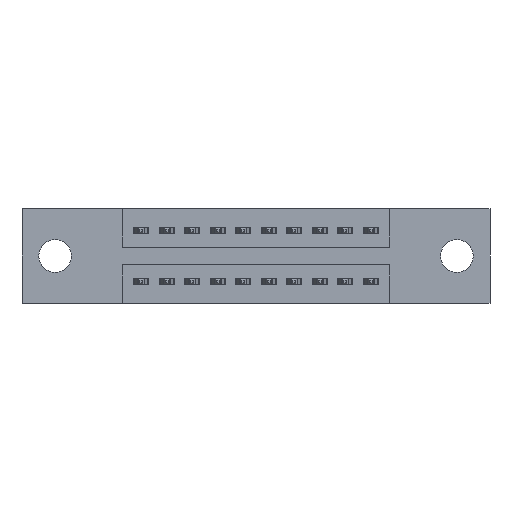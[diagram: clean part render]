
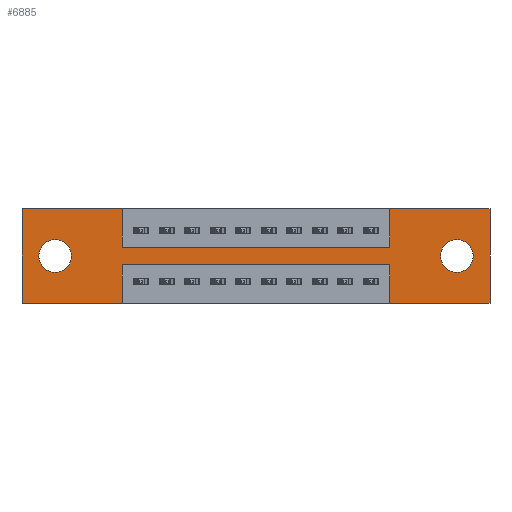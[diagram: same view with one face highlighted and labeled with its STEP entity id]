
A CAD part, front view. The second image highlights one B-rep face of the part: STEP entity #6885.
In plain terms, the highlighted planar face has unit normal (0, -1, 0).
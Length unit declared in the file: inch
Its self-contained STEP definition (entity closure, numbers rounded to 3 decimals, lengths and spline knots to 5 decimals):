
#86 = LINE ( 'NONE', #2692, #5114 ) ;
#446 = VERTEX_POINT ( 'NONE', #3130 ) ;
#485 = CARTESIAN_POINT ( 'NONE',  ( 0., 0., -0.37 ) ) ;
#500 = CARTESIAN_POINT ( 'NONE',  ( 0.3925, 0., 0. ) ) ;
#535 = VERTEX_POINT ( 'NONE', #485 ) ;
#939 = VECTOR ( 'NONE', #10729, 39.37008 ) ;
#986 = DIRECTION ( 'NONE',  ( 0., 0., -1. ) ) ;
#1029 = DIRECTION ( 'NONE',  ( 0., 0., 1. ) ) ;
#1061 = DIRECTION ( 'NONE',  ( 0., 1., 0. ) ) ;
#1088 = VERTEX_POINT ( 'NONE', #9803 ) ;
#1097 = CARTESIAN_POINT ( 'NONE',  ( 1.4425, 0., 0. ) ) ;
#1104 = AXIS2_PLACEMENT_3D ( 'NONE', #2604, #9160, #3652 ) ;
#1160 = EDGE_CURVE ( 'NONE', #7002, #4890, #1470, .T. ) ;
#1408 = DIRECTION ( 'NONE',  ( -1., 0., 0. ) ) ;
#1427 = LINE ( 'NONE', #10418, #4162 ) ;
#1448 = ORIENTED_EDGE ( 'NONE', *, *, #8415, .T. ) ;
#1470 = LINE ( 'NONE', #8747, #10606 ) ;
#1472 = ORIENTED_EDGE ( 'NONE', *, *, #2491, .T. ) ;
#1530 = CARTESIAN_POINT ( 'NONE',  ( 1.4425, 0., 0. ) ) ;
#1584 = ORIENTED_EDGE ( 'NONE', *, *, #7794, .T. ) ;
#1677 = ORIENTED_EDGE ( 'NONE', *, *, #11760, .T. ) ;
#1690 = AXIS2_PLACEMENT_3D ( 'NONE', #9376, #8471, #2881 ) ;
#1761 = ORIENTED_EDGE ( 'NONE', *, *, #7182, .F. ) ;
#1773 = ORIENTED_EDGE ( 'NONE', *, *, #6588, .F. ) ;
#1851 = ORIENTED_EDGE ( 'NONE', *, *, #5982, .F. ) ;
#2011 = ORIENTED_EDGE ( 'NONE', *, *, #1160, .F. ) ;
#2086 = LINE ( 'NONE', #1097, #9313 ) ;
#2095 = CARTESIAN_POINT ( 'NONE',  ( 1.4425, 0., -0.37 ) ) ;
#2098 = ORIENTED_EDGE ( 'NONE', *, *, #3216, .F. ) ;
#2311 = VERTEX_POINT ( 'NONE', #11567 ) ;
#2372 = FACE_OUTER_BOUND ( 'NONE', #8863, .T. ) ;
#2409 = EDGE_CURVE ( 'NONE', #7488, #5618, #12188, .T. ) ;
#2429 = ORIENTED_EDGE ( 'NONE', *, *, #5822, .F. ) ;
#2491 = EDGE_CURVE ( 'NONE', #11086, #6644, #8993, .T. ) ;
#2513 = ORIENTED_EDGE ( 'NONE', *, *, #5363, .F. ) ;
#2589 = LINE ( 'NONE', #3541, #5175 ) ;
#2604 = CARTESIAN_POINT ( 'NONE',  ( 1.705, 0., -0.185 ) ) ;
#2651 = ORIENTED_EDGE ( 'NONE', *, *, #4758, .F. ) ;
#2664 = ORIENTED_EDGE ( 'NONE', *, *, #4158, .F. ) ;
#2692 = CARTESIAN_POINT ( 'NONE',  ( 0.3925, 0., -0.15 ) ) ;
#2698 = ORIENTED_EDGE ( 'NONE', *, *, #2409, .F. ) ;
#2711 = ORIENTED_EDGE ( 'NONE', *, *, #5137, .F. ) ;
#2712 = VERTEX_POINT ( 'NONE', #8656 ) ;
#2828 = ORIENTED_EDGE ( 'NONE', *, *, #10855, .F. ) ;
#2881 = DIRECTION ( 'NONE',  ( 0., 0., -1. ) ) ;
#2890 = VERTEX_POINT ( 'NONE', #7494 ) ;
#3130 = CARTESIAN_POINT ( 'NONE',  ( 0.3925, 0., -0.15 ) ) ;
#3147 = VECTOR ( 'NONE', #4371, 39.37008 ) ;
#3216 = EDGE_CURVE ( 'NONE', #2712, #7002, #9129, .T. ) ;
#3541 = CARTESIAN_POINT ( 'NONE',  ( 0., 0., -0.37 ) ) ;
#3652 = DIRECTION ( 'NONE',  ( 0., 0., -1. ) ) ;
#3737 = CARTESIAN_POINT ( 'NONE',  ( 0.3925, 0., 0. ) ) ;
#4158 = EDGE_CURVE ( 'NONE', #5618, #446, #9411, .T. ) ;
#4162 = VECTOR ( 'NONE', #5872, 39.37008 ) ;
#4174 = VERTEX_POINT ( 'NONE', #7931 ) ;
#4371 = DIRECTION ( 'NONE',  ( 0., 0., 1. ) ) ;
#4405 = CIRCLE ( 'NONE', #8208, 0.064 ) ;
#4425 = CARTESIAN_POINT ( 'NONE',  ( 0., 0., 0. ) ) ;
#4758 = EDGE_CURVE ( 'NONE', #446, #8218, #86, .T. ) ;
#4889 = VERTEX_POINT ( 'NONE', #1530 ) ;
#4890 = VERTEX_POINT ( 'NONE', #2095 ) ;
#5010 = VECTOR ( 'NONE', #7217, 39.37008 ) ;
#5114 = VECTOR ( 'NONE', #8250, 39.37008 ) ;
#5137 = EDGE_CURVE ( 'NONE', #535, #7488, #10533, .T. ) ;
#5175 = VECTOR ( 'NONE', #8125, 39.37008 ) ;
#5178 = CARTESIAN_POINT ( 'NONE',  ( 1.4425, 0., -0.37 ) ) ;
#5180 = CARTESIAN_POINT ( 'NONE',  ( 0.13, 0., -0.185 ) ) ;
#5204 = EDGE_LOOP ( 'NONE', ( #1448, #1472 ) ) ;
#5338 = CARTESIAN_POINT ( 'NONE',  ( 1.835, 0., 0. ) ) ;
#5363 = EDGE_CURVE ( 'NONE', #8218, #4889, #2086, .T. ) ;
#5456 = DIRECTION ( 'NONE',  ( 0., 0., -1. ) ) ;
#5618 = VERTEX_POINT ( 'NONE', #3737 ) ;
#5774 = CARTESIAN_POINT ( 'NONE',  ( 0.3925, 0., -0.22 ) ) ;
#5822 = EDGE_CURVE ( 'NONE', #4889, #2712, #1427, .T. ) ;
#5839 = VECTOR ( 'NONE', #1408, 39.37008 ) ;
#5872 = DIRECTION ( 'NONE',  ( 1., 0., 0. ) ) ;
#5879 = AXIS2_PLACEMENT_3D ( 'NONE', #6846, #1061, #7752 ) ;
#5982 = EDGE_CURVE ( 'NONE', #4890, #2890, #12043, .T. ) ;
#6096 = DIRECTION ( 'NONE',  ( 0., 0., 1. ) ) ;
#6098 = DIRECTION ( 'NONE',  ( 0., 0., 1. ) ) ;
#6125 = LINE ( 'NONE', #9844, #939 ) ;
#6587 = CARTESIAN_POINT ( 'NONE',  ( 0., 0., 0. ) ) ;
#6588 = EDGE_CURVE ( 'NONE', #2890, #9732, #7677, .T. ) ;
#6644 = VERTEX_POINT ( 'NONE', #7227 ) ;
#6674 = VECTOR ( 'NONE', #986, 39.37008 ) ;
#6837 = CARTESIAN_POINT ( 'NONE',  ( 1.835, 0., -0.37 ) ) ;
#6846 = CARTESIAN_POINT ( 'NONE',  ( 0.13, 0., -0.185 ) ) ;
#6885 = ADVANCED_FACE ( 'NONE', ( #9581, #12176, #2372 ), #12016, .T. ) ;
#7002 = VERTEX_POINT ( 'NONE', #6837 ) ;
#7098 = CARTESIAN_POINT ( 'NONE',  ( 0., 0., 0. ) ) ;
#7182 = EDGE_CURVE ( 'NONE', #9732, #2311, #6125, .T. ) ;
#7217 = DIRECTION ( 'NONE',  ( 1., 0., 0. ) ) ;
#7227 = CARTESIAN_POINT ( 'NONE',  ( 1.705, 0., -0.121 ) ) ;
#7267 = VECTOR ( 'NONE', #6096, 39.37008 ) ;
#7488 = VERTEX_POINT ( 'NONE', #6587 ) ;
#7494 = CARTESIAN_POINT ( 'NONE',  ( 1.4425, 0., -0.22 ) ) ;
#7508 = CIRCLE ( 'NONE', #1104, 0.064 ) ;
#7677 = LINE ( 'NONE', #8065, #5839 ) ;
#7752 = DIRECTION ( 'NONE',  ( 0., 0., 1. ) ) ;
#7794 = EDGE_CURVE ( 'NONE', #1088, #4174, #4405, .T. ) ;
#7931 = CARTESIAN_POINT ( 'NONE',  ( 0.13, 0., -0.249 ) ) ;
#8065 = CARTESIAN_POINT ( 'NONE',  ( 0.3925, 0., -0.22 ) ) ;
#8125 = DIRECTION ( 'NONE',  ( -1., 0., 0. ) ) ;
#8208 = AXIS2_PLACEMENT_3D ( 'NONE', #5180, #11512, #6098 ) ;
#8218 = VERTEX_POINT ( 'NONE', #11208 ) ;
#8250 = DIRECTION ( 'NONE',  ( 1., 0., 0. ) ) ;
#8415 = EDGE_CURVE ( 'NONE', #6644, #11086, #7508, .T. ) ;
#8449 = CARTESIAN_POINT ( 'NONE',  ( 1.705, 0., -0.249 ) ) ;
#8471 = DIRECTION ( 'NONE',  ( 0., -1., 0. ) ) ;
#8594 = AXIS2_PLACEMENT_3D ( 'NONE', #10145, #10135, #10119 ) ;
#8656 = CARTESIAN_POINT ( 'NONE',  ( 1.835, 0., 0. ) ) ;
#8706 = DIRECTION ( 'NONE',  ( -1., 0., 0. ) ) ;
#8747 = CARTESIAN_POINT ( 'NONE',  ( 0., 0., -0.37 ) ) ;
#8863 = EDGE_LOOP ( 'NONE', ( #1761, #1773, #1851, #2011, #2098, #2429, #2513, #2651, #2664, #2698, #2711, #2828 ) ) ;
#8993 = CIRCLE ( 'NONE', #8594, 0.064 ) ;
#9129 = LINE ( 'NONE', #5338, #11753 ) ;
#9160 = DIRECTION ( 'NONE',  ( 0., 1., 0. ) ) ;
#9313 = VECTOR ( 'NONE', #1029, 39.37008 ) ;
#9376 = CARTESIAN_POINT ( 'NONE',  ( 0., 0., -0.37 ) ) ;
#9411 = LINE ( 'NONE', #500, #6674 ) ;
#9581 = FACE_BOUND ( 'NONE', #5204, .T. ) ;
#9732 = VERTEX_POINT ( 'NONE', #5774 ) ;
#9745 = EDGE_LOOP ( 'NONE', ( #1584, #1677 ) ) ;
#9803 = CARTESIAN_POINT ( 'NONE',  ( 0.13, 0., -0.121 ) ) ;
#9844 = CARTESIAN_POINT ( 'NONE',  ( 0.3925, 0., -0.37 ) ) ;
#10119 = DIRECTION ( 'NONE',  ( 0., 0., -1. ) ) ;
#10135 = DIRECTION ( 'NONE',  ( 0., 1., 0. ) ) ;
#10145 = CARTESIAN_POINT ( 'NONE',  ( 1.705, 0., -0.185 ) ) ;
#10418 = CARTESIAN_POINT ( 'NONE',  ( 0., 0., 0. ) ) ;
#10533 = LINE ( 'NONE', #4425, #3147 ) ;
#10606 = VECTOR ( 'NONE', #8706, 39.37008 ) ;
#10729 = DIRECTION ( 'NONE',  ( 0., 0., -1. ) ) ;
#10855 = EDGE_CURVE ( 'NONE', #2311, #535, #2589, .T. ) ;
#11086 = VERTEX_POINT ( 'NONE', #8449 ) ;
#11208 = CARTESIAN_POINT ( 'NONE',  ( 1.4425, 0., -0.15 ) ) ;
#11512 = DIRECTION ( 'NONE',  ( 0., 1., 0. ) ) ;
#11567 = CARTESIAN_POINT ( 'NONE',  ( 0.3925, 0., -0.37 ) ) ;
#11663 = CIRCLE ( 'NONE', #5879, 0.064 ) ;
#11753 = VECTOR ( 'NONE', #5456, 39.37008 ) ;
#11760 = EDGE_CURVE ( 'NONE', #4174, #1088, #11663, .T. ) ;
#12016 = PLANE ( 'NONE',  #1690 ) ;
#12043 = LINE ( 'NONE', #5178, #7267 ) ;
#12176 = FACE_BOUND ( 'NONE', #9745, .T. ) ;
#12188 = LINE ( 'NONE', #7098, #5010 ) ;
